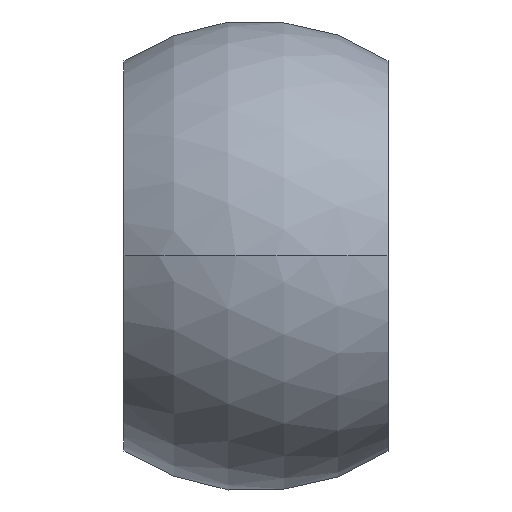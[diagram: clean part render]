
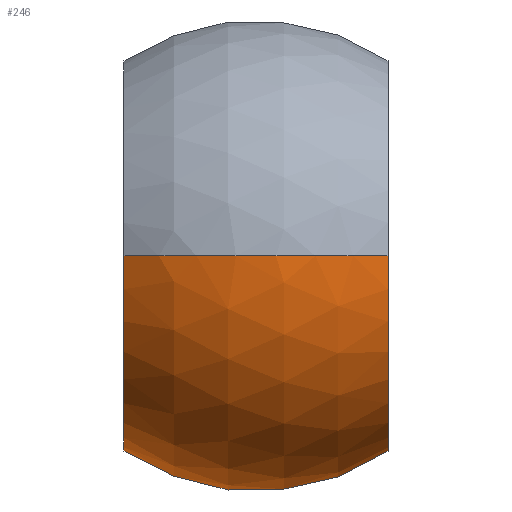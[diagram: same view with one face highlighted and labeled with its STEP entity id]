
A CAD part, left-side view. The second image highlights one B-rep face of the part: STEP entity #246.
In plain terms, the highlighted spherical face has radius 12.5 mm.
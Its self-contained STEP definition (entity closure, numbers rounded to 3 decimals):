
#140=VERTEX_POINT('',#345);
#146=EDGE_CURVE('',#154,#140,#351,.T.);
#154=VERTEX_POINT('',#359);
#204=VERTEX_POINT('',#416);
#220=EDGE_CURVE('',#154,#204,#433,.T.);
#226=VERTEX_POINT('',#440);
#234=EDGE_CURVE('',#204,#226,#449,.T.);
#242=EDGE_CURVE('',#140,#226,#457,.T.);
#246=ADVANCED_FACE('',(#461),#462,.T.);
#345=CARTESIAN_POINT('',(-10.356,-7.,0.));
#351=CIRCLE('',#587,12.5);
#359=CARTESIAN_POINT('',(-10.356,7.,0.));
#416=CARTESIAN_POINT('',(9.514,7.0,-4.092));
#433=CIRCLE('',#748,10.356);
#440=CARTESIAN_POINT('',(9.514,-7.0,-4.092));
#449=CIRCLE('',#767,8.108);
#457=CIRCLE('',#779,10.356);
#461=FACE_OUTER_BOUND('',#783,.T.);
#462=SPHERICAL_SURFACE('',#784,12.5);
#587=AXIS2_PLACEMENT_3D('',#910,#911,#912);
#748=AXIS2_PLACEMENT_3D('',#994,#995,#996);
#767=AXIS2_PLACEMENT_3D('',#1019,#1020,#1021);
#779=AXIS2_PLACEMENT_3D('',#1026,#1027,#1028);
#783=EDGE_LOOP('',(#1030,#1031,#1032,#1033));
#784=AXIS2_PLACEMENT_3D('',#1034,#1035,#1036);
#910=CARTESIAN_POINT('',(0.,0.,0.));
#911=DIRECTION('',(0.,-0.0,1.0));
#912=DIRECTION('',(0.0,1.0,0.0));
#994=CARTESIAN_POINT('',(0.,7.,0.));
#995=DIRECTION('',(0.0,-1.0,0.0));
#996=DIRECTION('',(1.0,0.0,0.));
#1019=CARTESIAN_POINT('',(9.514,0.,0.));
#1020=DIRECTION('',(-1.0,0.,0.));
#1021=DIRECTION('',(0.,0.0,-1.0));
#1026=CARTESIAN_POINT('',(0.,-7.,0.));
#1027=DIRECTION('',(0.0,-1.0,0.0));
#1028=DIRECTION('',(1.0,0.0,0.));
#1030=ORIENTED_EDGE('',*,*,#146,.F.);
#1031=ORIENTED_EDGE('',*,*,#220,.T.);
#1032=ORIENTED_EDGE('',*,*,#234,.T.);
#1033=ORIENTED_EDGE('',*,*,#242,.F.);
#1034=CARTESIAN_POINT('',(0.,0.,0.));
#1035=DIRECTION('',(0.0,-1.0,0.0));
#1036=DIRECTION('',(-1.0,0.0,0.));
